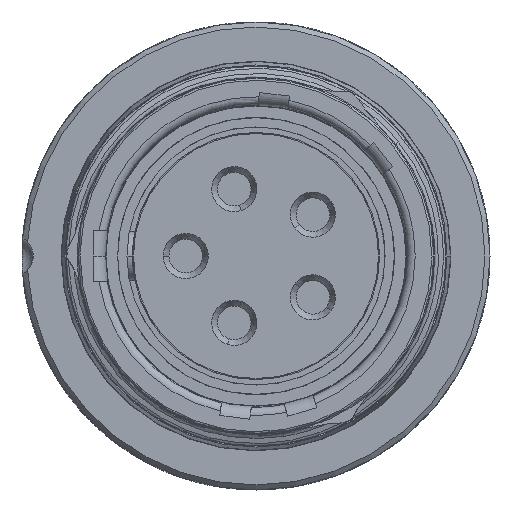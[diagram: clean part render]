
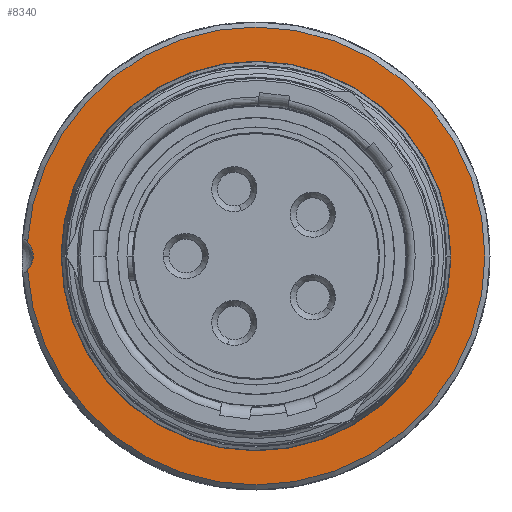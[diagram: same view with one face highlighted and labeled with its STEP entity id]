
A CAD part, left-side view. The second image highlights one B-rep face of the part: STEP entity #8340.
In plain terms, the highlighted planar face has unit normal (-1, 0, 0).
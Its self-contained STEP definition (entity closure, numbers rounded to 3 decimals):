
#187=CARTESIAN_POINT('',(-5.55,12.05,0.));
#188=DIRECTION('',(-1.,0.,0.));
#189=DIRECTION('',(0.,-0.699,-0.715));
#190=AXIS2_PLACEMENT_3D('',#187,#188,#189);
#192=CARTESIAN_POINT('',(-5.55,12.05,0.));
#193=DIRECTION('',(-1.,0.,0.));
#194=DIRECTION('',(0.,-1.,0.));
#195=AXIS2_PLACEMENT_3D('',#192,#193,#194);
#197=CARTESIAN_POINT('',(-5.55,0.,0.));
#198=DIRECTION('',(1.,0.,0.));
#199=DIRECTION('',(0.,0.998,0.06));
#200=AXIS2_PLACEMENT_3D('',#197,#198,#199);
#202=CARTESIAN_POINT('',(-5.55,0.,0.));
#203=DIRECTION('',(1.,0.,0.));
#204=DIRECTION('',(0.,0.,1.));
#205=AXIS2_PLACEMENT_3D('',#202,#203,#204);
#207=CARTESIAN_POINT('',(-5.55,0.,0.));
#208=DIRECTION('',(1.,0.,0.));
#209=DIRECTION('',(0.,0.,-1.));
#210=AXIS2_PLACEMENT_3D('',#207,#208,#209);
#212=CARTESIAN_POINT('',(-5.55,0.,0.));
#213=DIRECTION('',(-1.,0.,0.));
#214=DIRECTION('',(0.,1.,0.));
#215=AXIS2_PLACEMENT_3D('',#212,#213,#214);
#217=CARTESIAN_POINT('',(-5.55,0.,0.));
#218=DIRECTION('',(-1.,0.,0.));
#219=DIRECTION('',(0.,-1.,0.));
#220=AXIS2_PLACEMENT_3D('',#217,#218,#219);
#6815=CARTESIAN_POINT('',(-5.55,9.7,0.));
#6816=VERTEX_POINT('',#6815);
#6817=CARTESIAN_POINT('',(-5.55,-9.7,0.));
#6818=VERTEX_POINT('',#6817);
#6819=CARTESIAN_POINT('',(-5.55,11.091,0.));
#6820=CARTESIAN_POINT('',(-5.55,11.379,0.685));
#6821=VERTEX_POINT('',#6819);
#6822=VERTEX_POINT('',#6820);
#6823=CARTESIAN_POINT('',(-5.55,11.379,-0.685));
#6824=VERTEX_POINT('',#6823);
#6825=CARTESIAN_POINT('',(-5.55,0.,-11.4));
#6826=VERTEX_POINT('',#6825);
#6827=CARTESIAN_POINT('',(-5.55,0.,11.4));
#6828=VERTEX_POINT('',#6827);
#8319=CARTESIAN_POINT('',(-5.55,0.,0.));
#8320=DIRECTION('',(1.,0.,0.));
#8321=DIRECTION('',(0.,-1.,0.));
#8322=AXIS2_PLACEMENT_3D('',#8319,#8320,#8321);
#8323=PLANE('',#8322);
#8325=ORIENTED_EDGE('',*,*,#8324,.T.);
#8327=ORIENTED_EDGE('',*,*,#8326,.T.);
#8329=ORIENTED_EDGE('',*,*,#8328,.T.);
#8331=ORIENTED_EDGE('',*,*,#8330,.T.);
#8333=ORIENTED_EDGE('',*,*,#8332,.T.);
#8334=EDGE_LOOP('',(#8325,#8327,#8329,#8331,#8333));
#8335=FACE_OUTER_BOUND('',#8334,.F.);
#8336=ORIENTED_EDGE('',*,*,#8306,.T.);
#8337=ORIENTED_EDGE('',*,*,#8285,.T.);
#8338=EDGE_LOOP('',(#8336,#8337));
#8339=FACE_BOUND('',#8338,.F.);
#191=CIRCLE('',#190,0.959);
#196=CIRCLE('',#195,0.959);
#201=CIRCLE('',#200,11.4);
#206=CIRCLE('',#205,11.4);
#211=CIRCLE('',#210,11.4);
#216=CIRCLE('',#215,9.7);
#221=CIRCLE('',#220,9.7);
#8285=EDGE_CURVE('',#6818,#6816,#221,.T.);
#8306=EDGE_CURVE('',#6816,#6818,#216,.T.);
#8324=EDGE_CURVE('',#6824,#6821,#191,.T.);
#8326=EDGE_CURVE('',#6821,#6822,#196,.T.);
#8328=EDGE_CURVE('',#6822,#6828,#201,.T.);
#8330=EDGE_CURVE('',#6828,#6826,#206,.T.);
#8332=EDGE_CURVE('',#6826,#6824,#211,.T.);
#8340=ADVANCED_FACE('',(#8335,#8339),#8323,.F.);
